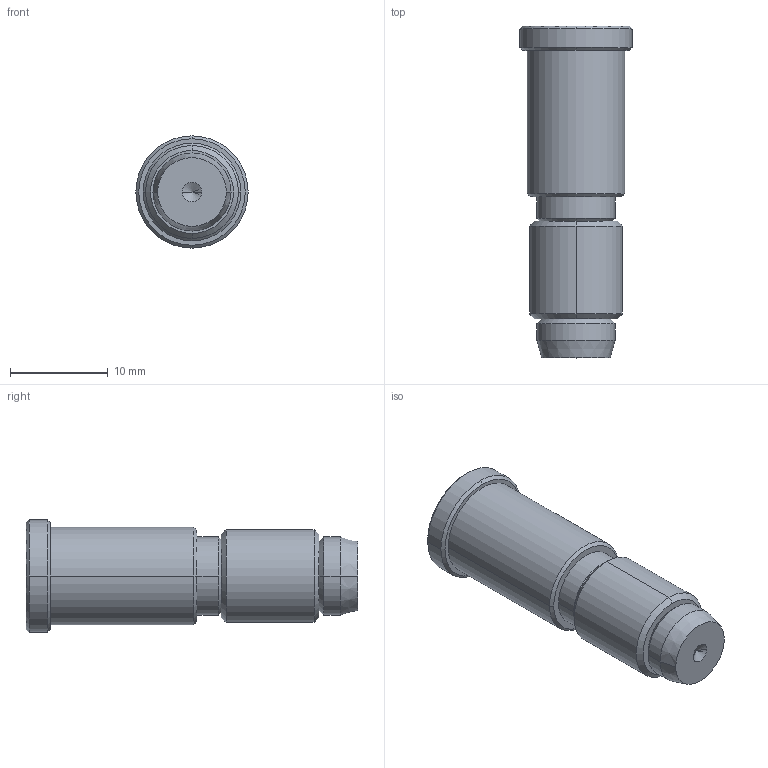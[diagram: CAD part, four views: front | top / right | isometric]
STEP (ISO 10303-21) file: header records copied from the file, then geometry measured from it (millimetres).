
FILE_DESCRIPTION (( 'STEP AP214' ), '1' );
FILE_NAME ('1703.420.stp', '2018-03-27T05:22:48', ( '' ), ( '' ), 'SwSTEP 2.0', 'SolidWorks 2016', '' );
FILE_SCHEMA (( 'AUTOMOTIVE_DESIGN' ));
Length unit declared in the file: millimetre
Products named in the file (1): 1703.420
Bounding box: 11.5 x 34 x 11.5 mm (x, y, z)
Volume: 2426.1 mm3; surface area: 1732.1 mm2
Topology: 2 solids, 2 shells, 56 faces, 126 edges, 76 vertices
Faces by surface type: cone 20, plane 20, cylinder 16
Entity records: 1587 total; most frequent: DIRECTION 298, CARTESIAN_POINT 255, ORIENTED_EDGE 244, EDGE_CURVE 122, AXIS2_PLACEMENT_3D 119, VERTEX_POINT 76, EDGE_LOOP 64, CIRCLE 62
